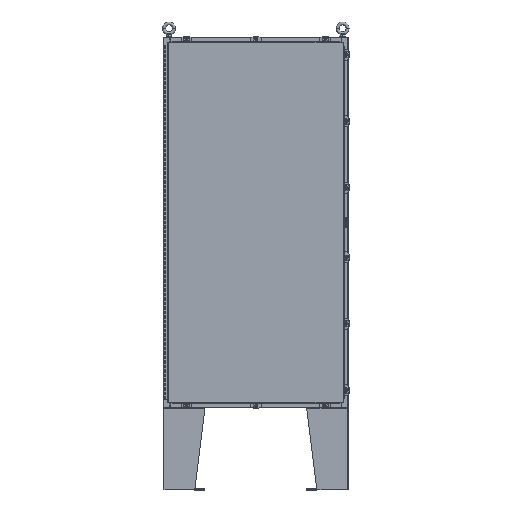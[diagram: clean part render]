
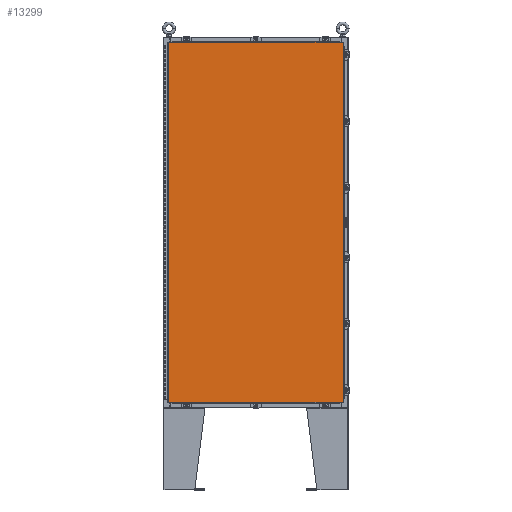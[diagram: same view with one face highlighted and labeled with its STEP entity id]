
A CAD part, top view. The second image highlights one B-rep face of the part: STEP entity #13299.
In plain terms, the highlighted planar face has unit normal (0, 0, 1).
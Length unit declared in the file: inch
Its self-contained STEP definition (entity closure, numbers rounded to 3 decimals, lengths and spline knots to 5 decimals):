
#5281 = CARTESIAN_POINT ( 'NONE',  ( 16.9903, -35.0063, 0. ) ) ;
#6440 = ORIENTED_EDGE ( 'NONE', *, *, #45160, .T. ) ;
#7267 = CARTESIAN_POINT ( 'NONE',  ( -16.9903, -35.0063, 0. ) ) ;
#10690 = DIRECTION ( 'NONE',  ( 1., 0., 0. ) ) ;
#11876 = DIRECTION ( 'NONE',  ( -1., 0., 0. ) ) ;
#11982 = VERTEX_POINT ( 'NONE', #41026 ) ;
#13299 = ADVANCED_FACE ( 'NONE', ( #28063 ), #26216, .F. ) ;
#14654 = DIRECTION ( 'NONE',  ( 0., -1., 0. ) ) ;
#14881 = VECTOR ( 'NONE', #10690, 39.37008 ) ;
#16548 = CARTESIAN_POINT ( 'NONE',  ( -16.9903, -35.0063, 0. ) ) ;
#18109 = ORIENTED_EDGE ( 'NONE', *, *, #53170, .T. ) ;
#20724 = LINE ( 'NONE', #47356, #68139 ) ;
#26216 = PLANE ( 'NONE',  #70753 ) ;
#27684 = EDGE_CURVE ( 'NONE', #11982, #33561, #20724, .T. ) ;
#28063 = FACE_OUTER_BOUND ( 'NONE', #54414, .T. ) ;
#31020 = LINE ( 'NONE', #50125, #32831 ) ;
#31119 = ORIENTED_EDGE ( 'NONE', *, *, #59597, .T. ) ;
#31703 = LINE ( 'NONE', #5281, #59669 ) ;
#32831 = VECTOR ( 'NONE', #14654, 39.37008 ) ;
#33561 = VERTEX_POINT ( 'NONE', #50766 ) ;
#40792 = DIRECTION ( 'NONE',  ( 0., 1., 0. ) ) ;
#41026 = CARTESIAN_POINT ( 'NONE',  ( 16.9903, 35.0063, 0. ) ) ;
#41346 = CARTESIAN_POINT ( 'NONE',  ( 0., 0., 0. ) ) ;
#42049 = VERTEX_POINT ( 'NONE', #49333 ) ;
#45160 = EDGE_CURVE ( 'NONE', #42049, #11982, #31703, .T. ) ;
#47356 = CARTESIAN_POINT ( 'NONE',  ( 16.9903, 35.0063, 0. ) ) ;
#48210 = LINE ( 'NONE', #16548, #14881 ) ;
#49333 = CARTESIAN_POINT ( 'NONE',  ( 16.9903, -35.0063, 0. ) ) ;
#50125 = CARTESIAN_POINT ( 'NONE',  ( -16.9903, 35.0063, 0. ) ) ;
#50766 = CARTESIAN_POINT ( 'NONE',  ( -16.9903, 35.0063, 0. ) ) ;
#53170 = EDGE_CURVE ( 'NONE', #67044, #42049, #48210, .T. ) ;
#54414 = EDGE_LOOP ( 'NONE', ( #18109, #6440, #73104, #31119 ) ) ;
#59597 = EDGE_CURVE ( 'NONE', #33561, #67044, #31020, .T. ) ;
#59669 = VECTOR ( 'NONE', #40792, 39.37008 ) ;
#61165 = DIRECTION ( 'NONE',  ( 0., 0., -1. ) ) ;
#65019 = DIRECTION ( 'NONE',  ( -1., 0., 0. ) ) ;
#67044 = VERTEX_POINT ( 'NONE', #7267 ) ;
#68139 = VECTOR ( 'NONE', #65019, 39.37008 ) ;
#70753 = AXIS2_PLACEMENT_3D ( 'NONE', #41346, #61165, #11876 ) ;
#73104 = ORIENTED_EDGE ( 'NONE', *, *, #27684, .T. ) ;
